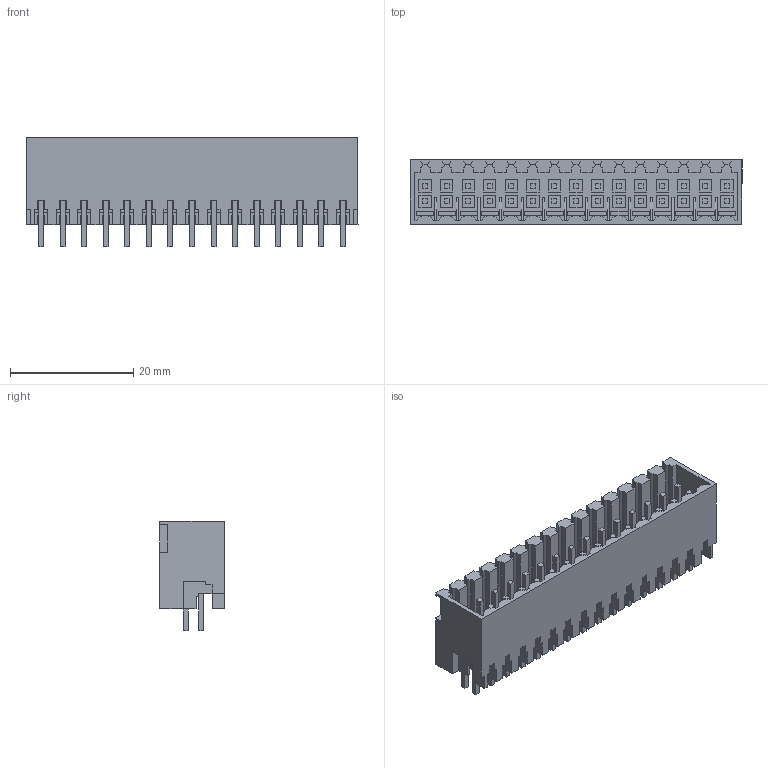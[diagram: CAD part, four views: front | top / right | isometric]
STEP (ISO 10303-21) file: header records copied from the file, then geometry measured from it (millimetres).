
FILE_DESCRIPTION(('CATIA V5 STEP Exchange','CAx-IF Rec.Pracs.--- Model Styling and Organization---1.4--- 2014-01-23'),'2;1');
FILE_NAME ('D1455128_0_1728910000_1728910000.stp','2019-02-22T07:26:53+00:00',('none'),('Weidmueller'),'CATIA Version 5-6 Release 2016 SP3 HF44','CATIA V5 STEP AP214','none');
FILE_SCHEMA(('AUTOMOTIVE_DESIGN { 1 0 10303 214 1 1 1 1 }'));
Length unit declared in the file: millimetre
Products named in the file (1): 1728910000
Bounding box: 53.9 x 10.5 x 17.7 mm (x, y, z)
Volume: 3569.5 mm3; surface area: 7780.3 mm2
Topology: 1 solids, 1 shells, 1400 faces, 4048 edges, 2754 vertices
Faces by surface type: plane 1370, cylinder 30
Entity records: 42683 total; most frequent: ORIENTED_EDGE 8096, CARTESIAN_POINT 7462, DIRECTION 5366, EDGE_CURVE 4048, VECTOR 3988, LINE 3988, VERTEX_POINT 2754, EDGE_LOOP 1504
